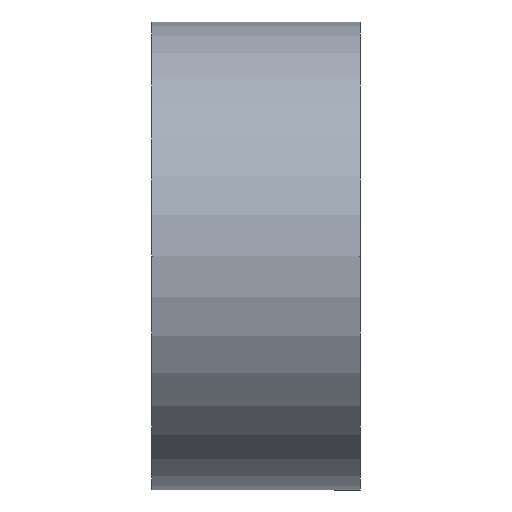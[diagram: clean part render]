
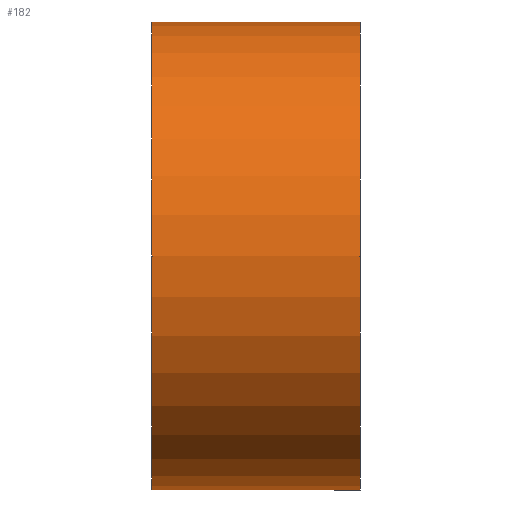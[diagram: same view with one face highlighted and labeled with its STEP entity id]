
A CAD part, front view. The second image highlights one B-rep face of the part: STEP entity #182.
In plain terms, the highlighted cylindrical face has radius 6.35 mm (diameter 12.7 mm), a partial arc.
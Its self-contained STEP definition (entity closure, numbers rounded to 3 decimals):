
#1 = VERTEX_POINT ( 'NONE', #7 ) ;
#4 = EDGE_CURVE ( 'NONE', #100, #23, #79, .T. ) ;
#6 = ORIENTED_EDGE ( 'NONE', *, *, #162, .T. ) ;
#7 = CARTESIAN_POINT ( 'NONE',  ( 50.872, 19.739, 0. ) ) ;
#13 = CIRCLE ( 'NONE', #94, 6.35 ) ;
#14 = CARTESIAN_POINT ( 'NONE',  ( 45.218, 26.089, 6.35 ) ) ;
#19 = DIRECTION ( 'NONE',  ( 0., 0., 1. ) ) ;
#21 = CYLINDRICAL_SURFACE ( 'NONE', #151, 6.35 ) ;
#23 = VERTEX_POINT ( 'NONE', #82 ) ;
#28 = CARTESIAN_POINT ( 'NONE',  ( 42.45, 26.089, -6.35 ) ) ;
#38 = CARTESIAN_POINT ( 'NONE',  ( 45.218, 26.089, 0. ) ) ;
#39 = DIRECTION ( 'NONE',  ( 0., 0., 1. ) ) ;
#43 = DIRECTION ( 'NONE',  ( -1., 0., 0. ) ) ;
#44 = EDGE_CURVE ( 'NONE', #215, #113, #163, .T. ) ;
#54 = DIRECTION ( 'NONE',  ( 0., 0., 1. ) ) ;
#58 = DIRECTION ( 'NONE',  ( 0., 0., 1. ) ) ;
#59 = ORIENTED_EDGE ( 'NONE', *, *, #205, .F. ) ;
#61 = ORIENTED_EDGE ( 'NONE', *, *, #44, .T. ) ;
#63 = EDGE_LOOP ( 'NONE', ( #144, #167, #6, #61, #99, #59 ) ) ;
#71 = FACE_OUTER_BOUND ( 'NONE', #63, .T. ) ;
#75 = CARTESIAN_POINT ( 'NONE',  ( 45.218, 26.089, 0. ) ) ;
#79 = LINE ( 'NONE', #28, #177 ) ;
#80 = AXIS2_PLACEMENT_3D ( 'NONE', #153, #214, #54 ) ;
#82 = CARTESIAN_POINT ( 'NONE',  ( 45.218, 26.089, -6.35 ) ) ;
#83 = CARTESIAN_POINT ( 'NONE',  ( 42.45, 26.089, 6.35 ) ) ;
#85 = VECTOR ( 'NONE', #168, 1000. ) ;
#88 = CARTESIAN_POINT ( 'NONE',  ( 50.872, 26.089, 6.35 ) ) ;
#94 = AXIS2_PLACEMENT_3D ( 'NONE', #75, #139, #39 ) ;
#99 = ORIENTED_EDGE ( 'NONE', *, *, #221, .F. ) ;
#100 = VERTEX_POINT ( 'NONE', #123 ) ;
#108 = AXIS2_PLACEMENT_3D ( 'NONE', #199, #155, #58 ) ;
#112 = AXIS2_PLACEMENT_3D ( 'NONE', #38, #43, #19 ) ;
#113 = VERTEX_POINT ( 'NONE', #14 ) ;
#123 = CARTESIAN_POINT ( 'NONE',  ( 50.872, 26.089, -6.35 ) ) ;
#135 = DIRECTION ( 'NONE',  ( -1., 0., 0. ) ) ;
#139 = DIRECTION ( 'NONE',  ( -1., 0., 0. ) ) ;
#144 = ORIENTED_EDGE ( 'NONE', *, *, #4, .F. ) ;
#151 = AXIS2_PLACEMENT_3D ( 'NONE', #152, #135, #231 ) ;
#152 = CARTESIAN_POINT ( 'NONE',  ( 42.45, 26.089, 0. ) ) ;
#153 = CARTESIAN_POINT ( 'NONE',  ( 50.872, 26.089, 0. ) ) ;
#155 = DIRECTION ( 'NONE',  ( -1., 0., 0. ) ) ;
#162 = EDGE_CURVE ( 'NONE', #1, #215, #219, .T. ) ;
#163 = LINE ( 'NONE', #83, #85 ) ;
#167 = ORIENTED_EDGE ( 'NONE', *, *, #226, .T. ) ;
#168 = DIRECTION ( 'NONE',  ( -1., 0., 0. ) ) ;
#177 = VECTOR ( 'NONE', #225, 1000. ) ;
#182 = ADVANCED_FACE ( 'NONE', ( #71 ), #21, .T. ) ;
#190 = VERTEX_POINT ( 'NONE', #228 ) ;
#192 = CIRCLE ( 'NONE', #112, 6.35 ) ;
#199 = CARTESIAN_POINT ( 'NONE',  ( 50.872, 26.089, 0. ) ) ;
#202 = CIRCLE ( 'NONE', #108, 6.35 ) ;
#205 = EDGE_CURVE ( 'NONE', #23, #190, #13, .T. ) ;
#214 = DIRECTION ( 'NONE',  ( -1., 0., 0. ) ) ;
#215 = VERTEX_POINT ( 'NONE', #88 ) ;
#219 = CIRCLE ( 'NONE', #80, 6.35 ) ;
#221 = EDGE_CURVE ( 'NONE', #190, #113, #192, .T. ) ;
#225 = DIRECTION ( 'NONE',  ( -1., 0., 0. ) ) ;
#226 = EDGE_CURVE ( 'NONE', #100, #1, #202, .T. ) ;
#228 = CARTESIAN_POINT ( 'NONE',  ( 45.218, 19.739, 0. ) ) ;
#231 = DIRECTION ( 'NONE',  ( 0., 0., 1. ) ) ;
